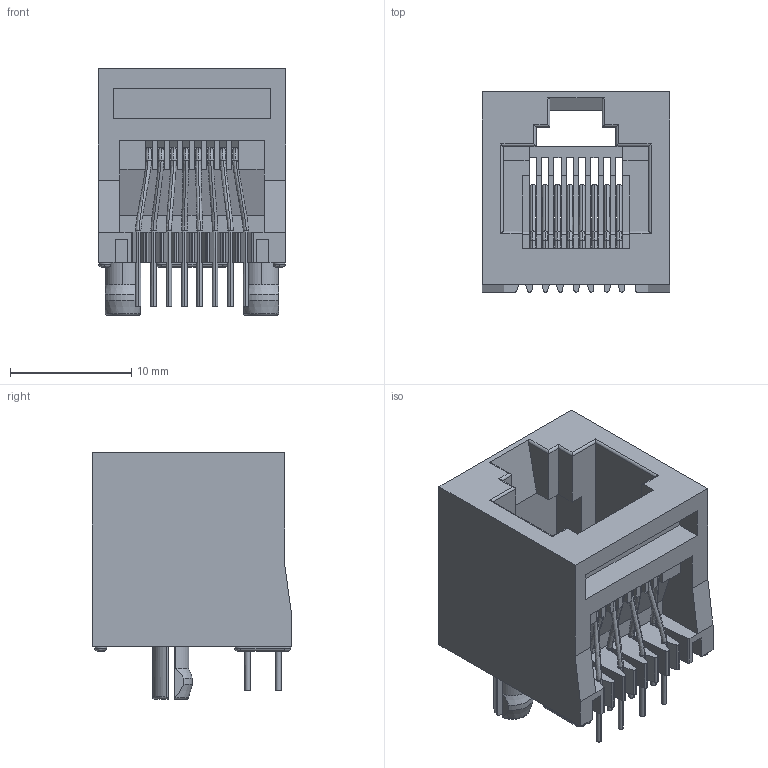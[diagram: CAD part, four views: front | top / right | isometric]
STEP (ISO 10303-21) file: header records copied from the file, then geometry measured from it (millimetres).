
FILE_DESCRIPTION((''),'2;1');
FILE_NAME('PRT0002','2024-04-18T',('Administrator'),(''),'PRO/ENGINEER BY PARAMETRIC TECHNOLOGY CORPORATION, 2008380','PRO/ENGINEER BY PARAMETRIC TECHNOLOGY CORPORATION, 2008380','');
FILE_SCHEMA(('CONFIG_CONTROL_DESIGN'));
Length unit declared in the file: millimetre
Products named in the file (1): PRT0002
Bounding box: 15.5 x 16.5 x 20.36 mm (x, y, z)
Surface area: 3129.1 mm2 (no closed solid volume)
Topology: 0 solids, 3 shells, 455 faces, 1415 edges, 930 vertices
Faces by surface type: plane 248, cylinder 139, bspline 58, torus 6, cone 4
Entity records: 20763 total; most frequent: CARTESIAN_POINT 8647, ORIENTED_EDGE 2742, DIRECTION 2203, EDGE_CURVE 1415, VERTEX_POINT 930, VECTOR 873, LINE 873, AXIS2_PLACEMENT_3D 665
